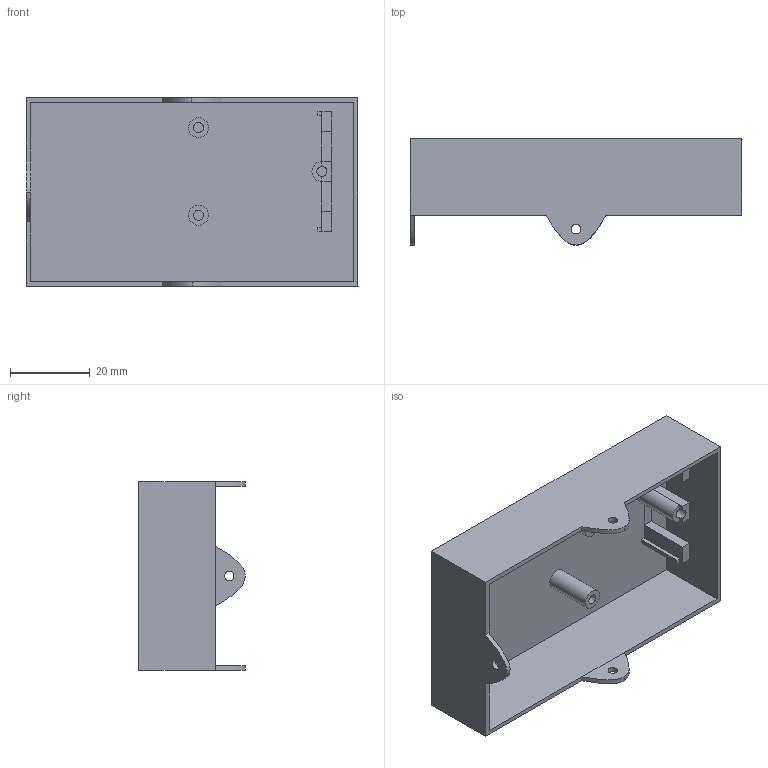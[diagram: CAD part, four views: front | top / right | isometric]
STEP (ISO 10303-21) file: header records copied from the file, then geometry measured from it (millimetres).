
FILE_DESCRIPTION(/* description */ (''),/* implementation_level */ '2;1');
FILE_NAME(/* name */ 'Lid-RAK12014.step',/* time_stamp */ '2022-01-12T14:33:46+08:00',/* author */ (''),/* organization */ (''),/* preprocessor_version */ 'ST-DEVELOPER v18.1',/* originating_system */ 'Autodesk Translation Framework v10.10.0.1391',/* authorisation */ '');
FILE_SCHEMA (('AUTOMOTIVE_DESIGN { 1 0 10303 214 3 1 1 }'));
Length unit declared in the file: millimetre
Products named in the file (1): Lid-RAK12014
Bounding box: 83.4 x 26.7 x 47.4 mm (x, y, z)
Volume: 11507.6 mm3; surface area: 19328.9 mm2
Topology: 1 solids, 1 shells, 64 faces, 153 edges, 96 vertices
Faces by surface type: plane 49, cylinder 9, bspline 6
Full cylindrical faces by diameter (mm): 2.4 x3, 2.5 x3, 5 x2
Entity records: 2367 total; most frequent: CARTESIAN_POINT 864, ORIENTED_EDGE 306, DIRECTION 279, EDGE_CURVE 153, LINE 121, VECTOR 121, VERTEX_POINT 96, AXIS2_PLACEMENT_3D 79
